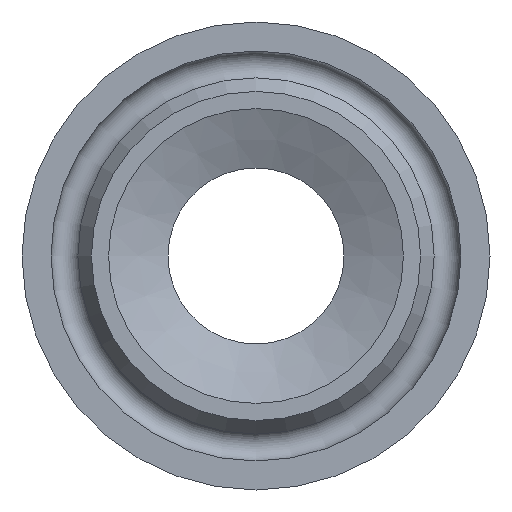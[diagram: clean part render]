
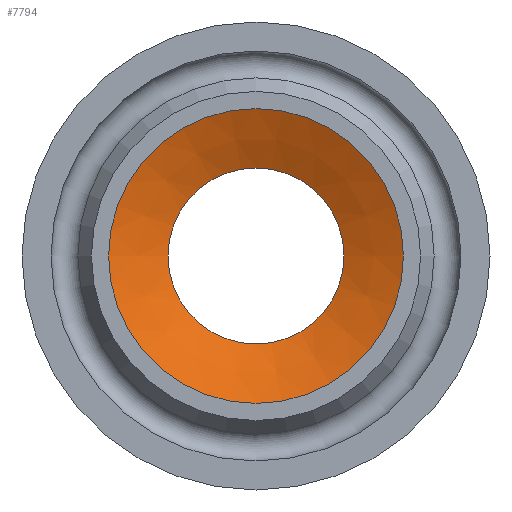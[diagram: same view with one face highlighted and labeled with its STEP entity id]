
A CAD part, left-side view. The second image highlights one B-rep face of the part: STEP entity #7794.
In plain terms, the highlighted conical face has half-angle 66 degrees and reference radius 6.287 mm.
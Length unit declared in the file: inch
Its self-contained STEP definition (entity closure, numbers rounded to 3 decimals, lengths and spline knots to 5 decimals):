
#19=CONICAL_SURFACE('',#8265,0.2475,1.152);
#395=CIRCLE('',#8227,0.185);
#396=CIRCLE('',#8228,0.185);
#421=CIRCLE('',#8266,0.31);
#422=CIRCLE('',#8267,0.31);
#974=FACE_OUTER_BOUND('',#1445,.T.);
#1445=EDGE_LOOP('',(#7140,#7141,#7142,#7143,#7144,#7145));
#1983=LINE('',#18297,#2516);
#2516=VECTOR('',#9708,0.2475);
#3657=VERTEX_POINT('',#18226);
#3658=VERTEX_POINT('',#18228);
#3681=VERTEX_POINT('',#18296);
#3682=VERTEX_POINT('',#18298);
#4806=EDGE_CURVE('',#3658,#3657,#395,.T.);
#4807=EDGE_CURVE('',#3657,#3658,#396,.T.);
#4838=EDGE_CURVE('',#3657,#3681,#1983,.T.);
#4839=EDGE_CURVE('',#3682,#3681,#421,.T.);
#4840=EDGE_CURVE('',#3681,#3682,#422,.T.);
#7140=ORIENTED_EDGE('',*,*,#4806,.T.);
#7141=ORIENTED_EDGE('',*,*,#4838,.T.);
#7142=ORIENTED_EDGE('',*,*,#4839,.F.);
#7143=ORIENTED_EDGE('',*,*,#4840,.F.);
#7144=ORIENTED_EDGE('',*,*,#4838,.F.);
#7145=ORIENTED_EDGE('',*,*,#4807,.T.);
#7794=ADVANCED_FACE('',(#974),#19,.F.);
#8227=AXIS2_PLACEMENT_3D('',#18229,#9624,#9625);
#8228=AXIS2_PLACEMENT_3D('',#18230,#9626,#9627);
#8265=AXIS2_PLACEMENT_3D('',#18295,#9706,#9707);
#8266=AXIS2_PLACEMENT_3D('',#18299,#9709,#9710);
#8267=AXIS2_PLACEMENT_3D('',#18300,#9711,#9712);
#9624=DIRECTION('center_axis',(1.,0.,0.));
#9625=DIRECTION('ref_axis',(0.,1.,0.));
#9626=DIRECTION('center_axis',(1.,0.,0.));
#9627=DIRECTION('ref_axis',(0.,1.,0.));
#9706=DIRECTION('center_axis',(-1.,0.,0.));
#9707=DIRECTION('ref_axis',(0.,1.,0.));
#9708=DIRECTION('',(-0.407,-0.914,0.));
#9709=DIRECTION('center_axis',(1.,0.,0.));
#9710=DIRECTION('ref_axis',(0.,1.,0.));
#9711=DIRECTION('center_axis',(1.,0.,0.));
#9712=DIRECTION('ref_axis',(0.,1.,0.));
#18226=CARTESIAN_POINT('',(0.08665,-0.185,0.));
#18228=CARTESIAN_POINT('',(0.08665,0.185,0.));
#18229=CARTESIAN_POINT('Origin',(0.08665,0.,0.));
#18230=CARTESIAN_POINT('Origin',(0.08665,0.,0.));
#18295=CARTESIAN_POINT('Origin',(0.05883,0.,0.));
#18296=CARTESIAN_POINT('',(0.031,-0.31,0.));
#18297=CARTESIAN_POINT('',(0.05883,-0.2475,0.));
#18298=CARTESIAN_POINT('',(0.031,0.31,0.));
#18299=CARTESIAN_POINT('Origin',(0.031,0.,0.));
#18300=CARTESIAN_POINT('Origin',(0.031,0.,0.));
